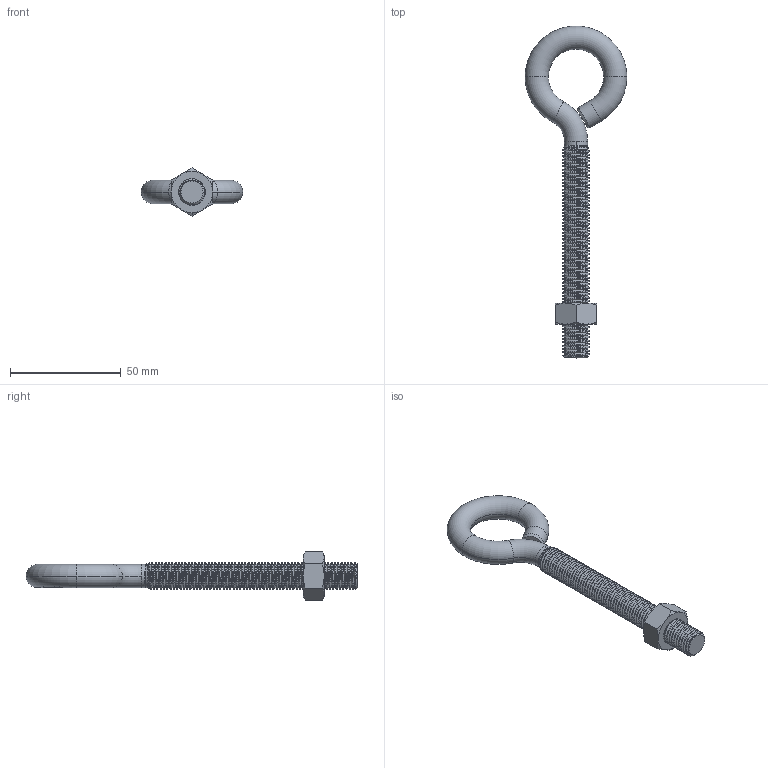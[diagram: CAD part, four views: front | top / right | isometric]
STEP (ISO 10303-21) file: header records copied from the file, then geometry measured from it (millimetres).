
FILE_DESCRIPTION (( 'STEP AP214' ), '1' );
FILE_NAME ('05199-Eyebolt Unwelded Eye Stainless Steel M12 150mm.STEP', '2018-11-20T21:35:40', ( '' ), ( '' ), 'SwSTEP 2.0', 'SolidWorks 2018', '' );
FILE_SCHEMA (( 'AUTOMOTIVE_DESIGN' ));
Length unit declared in the file: millimetre
Products named in the file (1): 05199-Eyebolt Unwelded Eye Stainless Steel M12 150mm
Bounding box: 46 x 150 x 21.71 mm (x, y, z)
Volume: 21650.7 mm3; surface area: 10954.7 mm2
Topology: 2 solids, 2 shells, 437 faces, 1197 edges, 790 vertices
Faces by surface type: plane 134, cylinder 131, bspline 116, torus 34, cone 22
Entity records: 27628 total; most frequent: CARTESIAN_POINT 18589, ORIENTED_EDGE 2394, EDGE_CURVE 1197, DIRECTION 1116, VERTEX_POINT 790, B_SPLINE_CURVE_WITH_KNOTS 516, EDGE_LOOP 465, ADVANCED_FACE 437
